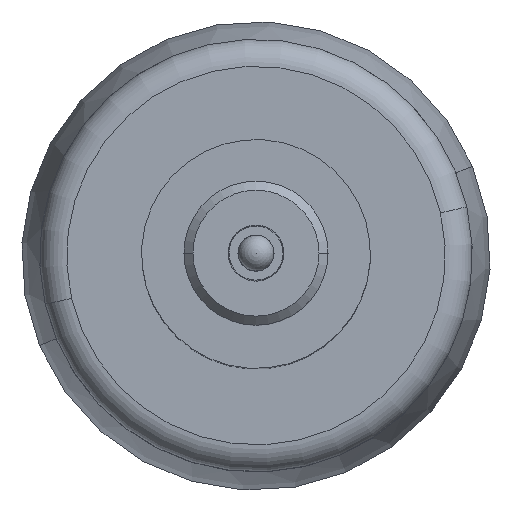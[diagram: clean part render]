
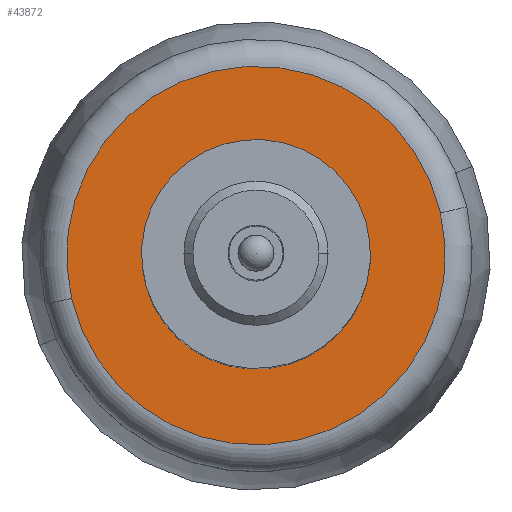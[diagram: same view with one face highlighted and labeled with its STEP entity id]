
A CAD part, top view. The second image highlights one B-rep face of the part: STEP entity #43872.
In plain terms, the highlighted planar face has unit normal (0, 0, 1).
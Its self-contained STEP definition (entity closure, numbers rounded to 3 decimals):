
#43860 = EDGE_LOOP ( 'NONE', ( #43869, #43889 ) ) ;
#43869 = ORIENTED_EDGE ( 'NONE', *, *, #68238, .T. ) ;
#43871 = EDGE_CURVE ( 'NONE', #68095, #68131, #68687, .T. ) ;
#43872 = ADVANCED_FACE ( 'NONE', ( #68679, #68678 ), #68676, .F. ) ;
#43874 = EDGE_CURVE ( 'NONE', #68226, #68217, #68659, .T. ) ;
#43875 = ORIENTED_EDGE ( 'NONE', *, *, #68119, .F. ) ;
#43877 = ORIENTED_EDGE ( 'NONE', *, *, #43871, .F. ) ;
#43879 = EDGE_LOOP ( 'NONE', ( #43877, #43875 ) ) ;
#43889 = ORIENTED_EDGE ( 'NONE', *, *, #43874, .T. ) ;
#49007 = CARTESIAN_POINT ( 'NONE',  ( 4., 0., 3. ) ) ;
#49105 = DIRECTION ( 'NONE',  ( 1., 0., 0. ) ) ;
#49106 = DIRECTION ( 'NONE',  ( 0., 0., 1. ) ) ;
#49107 = CARTESIAN_POINT ( 'NONE',  ( 0., 0., 3. ) ) ;
#49108 = AXIS2_PLACEMENT_3D ( 'NONE', #49107, #49106, #49105 ) ;
#49109 = CIRCLE ( 'NONE', #49108, 4. ) ;
#49147 = CARTESIAN_POINT ( 'NONE',  ( -4., 0., 3. ) ) ;
#49269 = DIRECTION ( 'NONE',  ( 1., 0., 0. ) ) ;
#49270 = DIRECTION ( 'NONE',  ( 0., 0., 1. ) ) ;
#49271 = CARTESIAN_POINT ( 'NONE',  ( 0., 0., 3. ) ) ;
#49272 = AXIS2_PLACEMENT_3D ( 'NONE', #49271, #49270, #49269 ) ;
#49273 = CIRCLE ( 'NONE', #49272, 10.5 ) ;
#49281 = CARTESIAN_POINT ( 'NONE',  ( -10.5, 0., 3. ) ) ;
#49292 = CARTESIAN_POINT ( 'NONE',  ( 10.5, 0., 3. ) ) ;
#68095 = VERTEX_POINT ( 'NONE', #49007 ) ;
#68119 = EDGE_CURVE ( 'NONE', #68131, #68095, #49109, .T. ) ;
#68131 = VERTEX_POINT ( 'NONE', #49147 ) ;
#68217 = VERTEX_POINT ( 'NONE', #49292 ) ;
#68226 = VERTEX_POINT ( 'NONE', #49281 ) ;
#68238 = EDGE_CURVE ( 'NONE', #68217, #68226, #49273, .T. ) ;
#68654 = DIRECTION ( 'NONE',  ( 1., 0., 0. ) ) ;
#68656 = DIRECTION ( 'NONE',  ( 0., 0., 1. ) ) ;
#68657 = AXIS2_PLACEMENT_3D ( 'NONE', #68669, #68656, #68654 ) ;
#68659 = CIRCLE ( 'NONE', #68657, 10.5 ) ;
#68664 = DIRECTION ( 'NONE',  ( -1., 0., 0. ) ) ;
#68666 = DIRECTION ( 'NONE',  ( 0., 0., -1. ) ) ;
#68667 = CARTESIAN_POINT ( 'NONE',  ( 0., 4., 3. ) ) ;
#68669 = CARTESIAN_POINT ( 'NONE',  ( 0., 0., 3. ) ) ;
#68674 = AXIS2_PLACEMENT_3D ( 'NONE', #68667, #68666, #68664 ) ;
#68676 = PLANE ( 'NONE',  #68674 ) ;
#68678 = FACE_OUTER_BOUND ( 'NONE', #43860, .T. ) ;
#68679 = FACE_BOUND ( 'NONE', #43879, .T. ) ;
#68681 = DIRECTION ( 'NONE',  ( 1., 0., 0. ) ) ;
#68682 = DIRECTION ( 'NONE',  ( 0., 0., 1. ) ) ;
#68683 = CARTESIAN_POINT ( 'NONE',  ( 0., 0., 3. ) ) ;
#68685 = AXIS2_PLACEMENT_3D ( 'NONE', #68683, #68682, #68681 ) ;
#68687 = CIRCLE ( 'NONE', #68685, 4. ) ;
